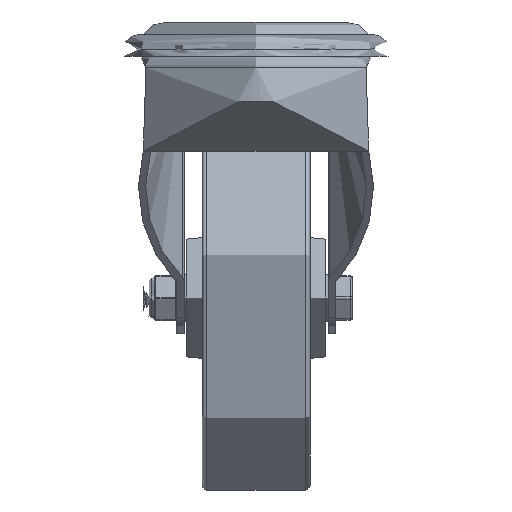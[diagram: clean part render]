
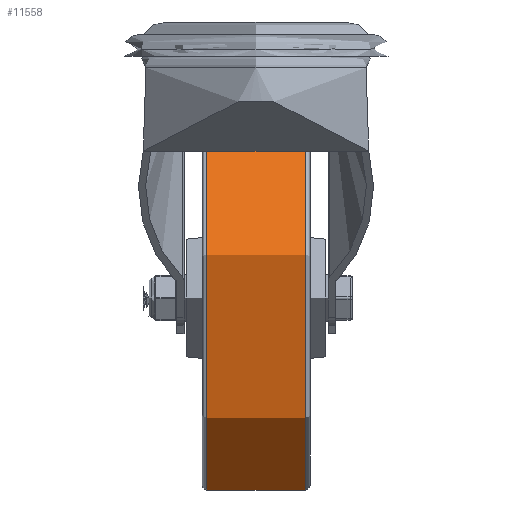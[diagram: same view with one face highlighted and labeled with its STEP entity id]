
A CAD part, left-side view. The second image highlights one B-rep face of the part: STEP entity #11558.
In plain terms, the highlighted cylindrical face has radius 80 mm (diameter 160 mm), a full revolution.
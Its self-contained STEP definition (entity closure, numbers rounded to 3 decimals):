
#1421=FACE_OUTER_BOUND('',#2123,.T.);
#2123=EDGE_LOOP('',(#9433,#9434,#9435,#9436));
#2985=LINE('',#20307,#3917);
#3917=VECTOR('',#15050,80.);
#4582=CIRCLE('',#12706,80.);
#4583=CIRCLE('',#12708,80.);
#5400=VERTEX_POINT('',#20302);
#5401=VERTEX_POINT('',#20306);
#6810=EDGE_CURVE('',#5400,#5400,#4582,.T.);
#6811=EDGE_CURVE('',#5400,#5401,#2985,.T.);
#6812=EDGE_CURVE('',#5401,#5401,#4583,.T.);
#9433=ORIENTED_EDGE('',*,*,#6810,.F.);
#9434=ORIENTED_EDGE('',*,*,#6811,.T.);
#9435=ORIENTED_EDGE('',*,*,#6812,.T.);
#9436=ORIENTED_EDGE('',*,*,#6811,.F.);
#11100=CYLINDRICAL_SURFACE('',#12707,80.);
#11558=ADVANCED_FACE('',(#1421),#11100,.T.);
#12706=AXIS2_PLACEMENT_3D('',#20304,#15046,#15047);
#12707=AXIS2_PLACEMENT_3D('',#20305,#15048,#15049);
#12708=AXIS2_PLACEMENT_3D('',#20308,#15051,#15052);
#15046=DIRECTION('center_axis',(0.,1.,0.));
#15047=DIRECTION('ref_axis',(0.,0.,1.));
#15048=DIRECTION('center_axis',(0.,1.,0.));
#15049=DIRECTION('ref_axis',(0.,0.,1.));
#15050=DIRECTION('',(0.,-1.,0.));
#15051=DIRECTION('center_axis',(0.,1.,0.));
#15052=DIRECTION('ref_axis',(0.,0.,1.));
#20302=CARTESIAN_POINT('',(0.,20.5,-80.));
#20304=CARTESIAN_POINT('Origin',(0.,20.5,0.));
#20305=CARTESIAN_POINT('Origin',(0.,0.,0.));
#20306=CARTESIAN_POINT('',(0.,-20.5,-80.));
#20307=CARTESIAN_POINT('',(0.,0.,
-80.));
#20308=CARTESIAN_POINT('Origin',(0.,-20.5,0.));
